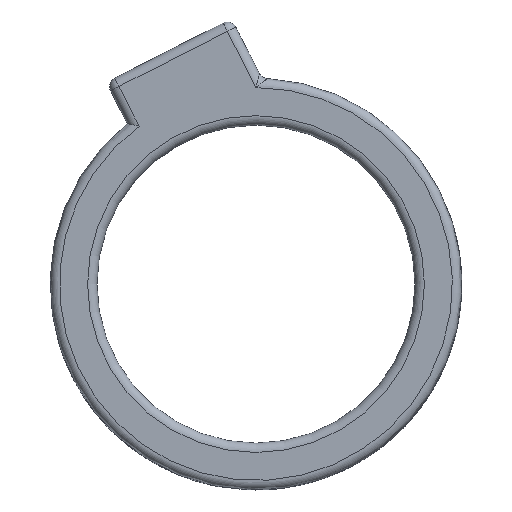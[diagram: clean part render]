
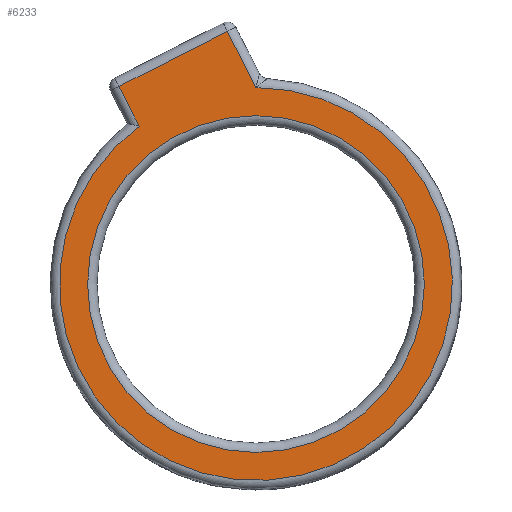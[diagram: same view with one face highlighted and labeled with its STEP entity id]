
A CAD part, top view. The second image highlights one B-rep face of the part: STEP entity #6233.
In plain terms, the highlighted planar face has unit normal (0, 0, 1).
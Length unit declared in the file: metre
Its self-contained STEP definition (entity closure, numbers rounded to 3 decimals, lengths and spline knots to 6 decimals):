
#682=CIRCLE('',#6743,0.018);
#683=CIRCLE('',#6744,0.021);
#1105=ORIENTED_EDGE('',*,*,#3041,.T.);
#1106=ORIENTED_EDGE('',*,*,#3042,.T.);
#1107=ORIENTED_EDGE('',*,*,#3043,.T.);
#1108=ORIENTED_EDGE('',*,*,#3044,.T.);
#1109=ORIENTED_EDGE('',*,*,#3045,.T.);
#3041=EDGE_CURVE('',#4013,#4013,#682,.F.);
#3042=EDGE_CURVE('',#4014,#4015,#4433,.T.);
#3043=EDGE_CURVE('',#4015,#4016,#4434,.T.);
#3044=EDGE_CURVE('',#4016,#4017,#4435,.F.);
#3045=EDGE_CURVE('',#4017,#4014,#683,.T.);
#4013=VERTEX_POINT('',#9539);
#4014=VERTEX_POINT('',#9541);
#4015=VERTEX_POINT('',#9542);
#4016=VERTEX_POINT('',#9544);
#4017=VERTEX_POINT('',#9546);
#4433=LINE('',#9540,#4866);
#4434=LINE('',#9543,#4867);
#4435=LINE('',#9545,#4868);
#4866=VECTOR('',#7448,1.);
#4867=VECTOR('',#7449,1.);
#4868=VECTOR('',#7450,1.);
#5276=EDGE_LOOP('',(#1105));
#5277=EDGE_LOOP('',(#1106,#1107,#1108,#1109));
#5687=FACE_BOUND('',#5276,.T.);
#5688=FACE_BOUND('',#5277,.T.);
#6060=PLANE('',#6742);
#6233=ADVANCED_FACE('',(#5687,#5688),#6060,.T.);
#6742=AXIS2_PLACEMENT_3D('',#9537,#7444,#7445);
#6743=AXIS2_PLACEMENT_3D('',#9538,#7446,#7447);
#6744=AXIS2_PLACEMENT_3D('',#9547,#7451,#7452);
#7444=DIRECTION('',(0.,0.,1.));
#7445=DIRECTION('',(1.,0.,0.));
#7446=DIRECTION('',(0.,0.,1.));
#7447=DIRECTION('',(1.,0.,0.));
#7448=DIRECTION('',(-0.454,0.891,0.));
#7449=DIRECTION('',(-0.891,-0.454,0.));
#7450=DIRECTION('',(-0.454,0.891,0.));
#7451=DIRECTION('',(0.,0.,1.));
#7452=DIRECTION('',(1.,0.,0.));
#9537=CARTESIAN_POINT('',(0.,0.,0.006));
#9538=CARTESIAN_POINT('',(0.,0.,0.006));
#9539=CARTESIAN_POINT('',(0.018,0.,0.006));
#9540=CARTESIAN_POINT('',(-0.003518,0.027905,0.006));
#9541=CARTESIAN_POINT('',(0.,0.021,0.006));
#9542=CARTESIAN_POINT('',(-0.003064,0.027014,0.006));
#9543=CARTESIAN_POINT('',(-0.015539,0.020658,0.006));
#9544=CARTESIAN_POINT('',(-0.014648,0.021112,0.006));
#9545=CARTESIAN_POINT('',(-0.012868,0.01762,0.006));
#9546=CARTESIAN_POINT('',(-0.012491,0.016881,0.006));
#9547=CARTESIAN_POINT('',(0.,0.,0.006));
